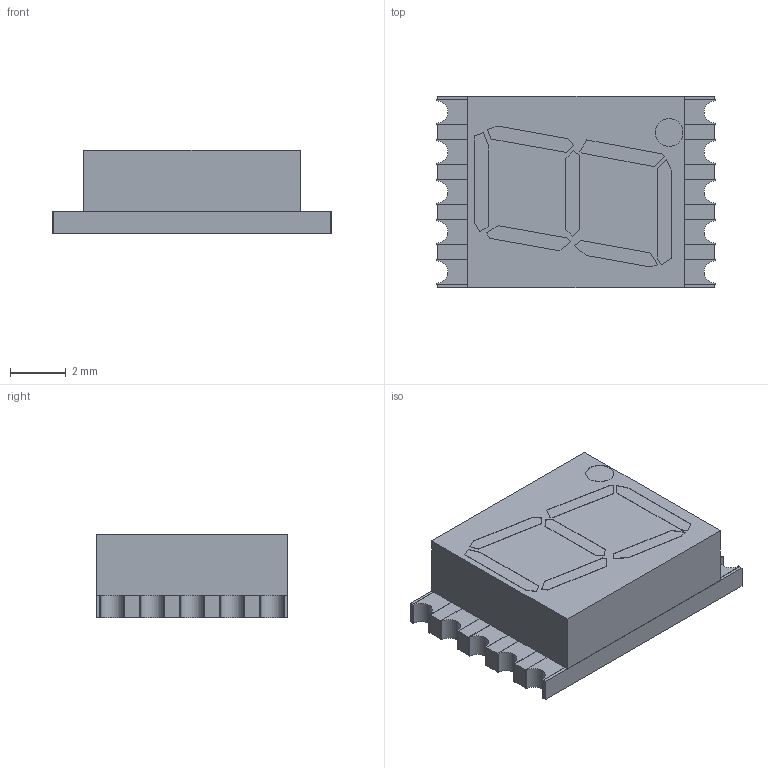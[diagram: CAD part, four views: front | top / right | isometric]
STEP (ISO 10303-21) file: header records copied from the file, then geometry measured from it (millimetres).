
FILE_DESCRIPTION (( 'STEP AP214' ), '1' );
FILE_NAME ('LED-SEG-SMD_L10.0-W6.9-P1.44-LS10.0-BR.STEP', '2024-01-28T09:25:08', ( '' ), ( '' ), 'SwSTEP 2.0', 'SolidWorks 2020', '' );
FILE_SCHEMA (( 'AUTOMOTIVE_DESIGN' ));
Length unit declared in the file: millimetre
Products named in the file (1): LED-SEG-SMD_L10.0-W6.9-P1.44-LS10.0-BR
Bounding box: 10.02 x 6.9 x 3.01 mm (x, y, z)
Volume: 171.7 mm3; surface area: 337.9 mm2
Topology: 2 solids, 2 shells, 388 faces, 1071 edges, 714 vertices
Faces by surface type: plane 278, bspline 98, cylinder 12
Entity records: 17042 total; most frequent: CARTESIAN_POINT 3480, ORIENTED_EDGE 2142, DIRECTION 1477, EDGE_CURVE 1071, LINE 847, VECTOR 847, VERTEX_POINT 714, EDGE_LOOP 415
